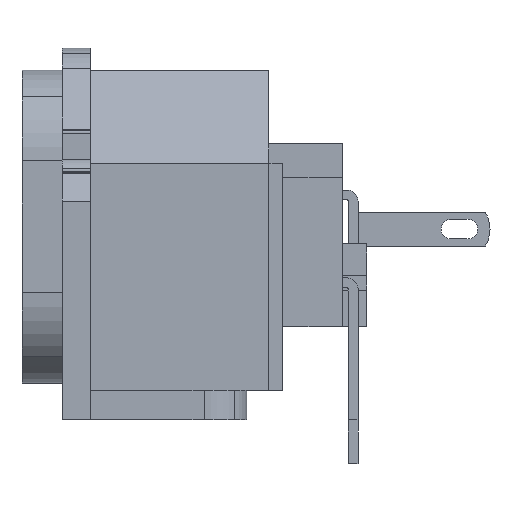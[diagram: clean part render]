
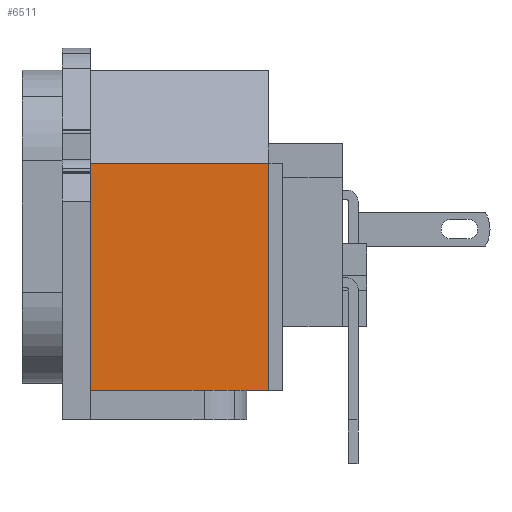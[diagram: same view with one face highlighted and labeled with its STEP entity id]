
A CAD part, left-side view. The second image highlights one B-rep face of the part: STEP entity #6511.
In plain terms, the highlighted planar face has unit normal (-1, 0, 0).
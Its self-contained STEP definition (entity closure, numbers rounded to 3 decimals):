
#6226=CARTESIAN_POINT('',(-15.9,6.9,21.0));
#6227=VERTEX_POINT('',#6226);
#6234=CARTESIAN_POINT('',(-15.9,6.9,2.4));
#6235=VERTEX_POINT('',#6234);
#6236=CARTESIAN_POINT('',(-15.9,6.9,21.0));
#6237=DIRECTION('',(0.0,0.0,-1.0));
#6238=VECTOR('',#6237,18.6);
#6239=LINE('',#6236,#6238);
#6240=EDGE_CURVE('',#6227,#6235,#6239,.T.);
#6469=CARTESIAN_POINT('',(-15.9,21.5,21.));
#6470=VERTEX_POINT('',#6469);
#6477=CARTESIAN_POINT('',(-15.9,6.9,21.0));
#6478=DIRECTION('',(0.0,1.0,0.0));
#6479=VECTOR('',#6478,14.6);
#6480=LINE('',#6477,#6479);
#6481=EDGE_CURVE('',#6227,#6470,#6480,.T.);
#6488=CARTESIAN_POINT('',(-15.9,6.9,21.0));
#6489=DIRECTION('',(-1.0,0.0,0.0));
#6490=DIRECTION('',(0.0,0.0,1.0));
#6491=AXIS2_PLACEMENT_3D('',#6488,#6489,#6490);
#6492=PLANE('',#6491);
#6493=CARTESIAN_POINT('',(-15.9,21.5,2.4));
#6494=VERTEX_POINT('',#6493);
#6495=CARTESIAN_POINT('',(-15.9,21.5,21.));
#6496=DIRECTION('',(0.0,0.0,-1.0));
#6497=VECTOR('',#6496,18.6);
#6498=LINE('',#6495,#6497);
#6499=EDGE_CURVE('',#6470,#6494,#6498,.T.);
#6500=ORIENTED_EDGE('',*,*,#6499,.T.);
#6501=CARTESIAN_POINT('',(-15.9,6.9,2.4));
#6502=DIRECTION('',(0.0,1.0,0.0));
#6503=VECTOR('',#6502,14.6);
#6504=LINE('',#6501,#6503);
#6505=EDGE_CURVE('',#6235,#6494,#6504,.T.);
#6506=ORIENTED_EDGE('',*,*,#6505,.F.);
#6507=ORIENTED_EDGE('',*,*,#6240,.F.);
#6508=ORIENTED_EDGE('',*,*,#6481,.T.);
#6509=EDGE_LOOP('',(#6500,#6506,#6507,#6508));
#6510=FACE_OUTER_BOUND('',#6509,.T.);
#6511=ADVANCED_FACE('',(#6510),#6492,.T.);
